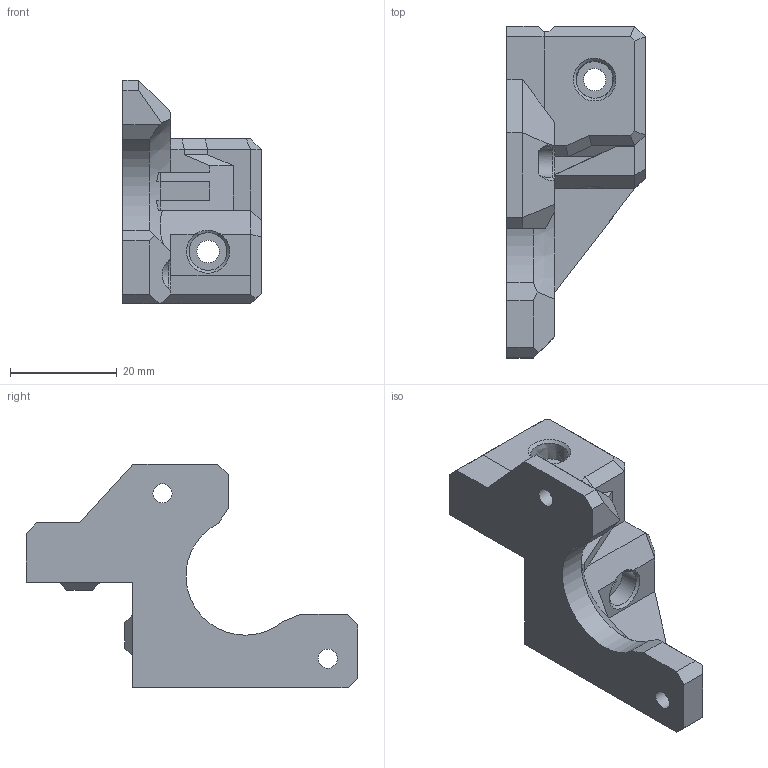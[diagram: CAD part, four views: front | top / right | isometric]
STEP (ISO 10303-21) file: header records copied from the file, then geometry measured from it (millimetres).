
FILE_DESCRIPTION(/* description */ (''),/* implementation_level */ '2;1');
FILE_NAME(/* name */ 'Y_MOTOR_HOLDER v1.step',/* time_stamp */ '2021-09-09T23:54:31+02:00',/* author */ (''),/* organization */ (''),/* preprocessor_version */ 'ST-DEVELOPER v18.1',/* originating_system */ 'Autodesk Translation Framework v10.10.0.1391',/* authorisation */ '');
FILE_SCHEMA (('AUTOMOTIVE_DESIGN { 1 0 10303 214 3 1 1 }'));
Length unit declared in the file: millimetre
Products named in the file (1): Y_MOTOR_HOLDER
Bounding box: 26 x 62.23 x 42 mm (x, y, z)
Volume: 16930.6 mm3; surface area: 6769.8 mm2
Topology: 1 solids, 1 shells, 129 faces, 357 edges, 235 vertices
Faces by surface type: plane 110, cylinder 8, bspline 7, cone 4
Full cylindrical faces by diameter (mm): 3.6 x2, 4.2 x2, 5.8 x1, 7.1 x1
Entity records: 4330 total; most frequent: CARTESIAN_POINT 1062, ORIENTED_EDGE 716, DIRECTION 595, EDGE_CURVE 358, LINE 283, VECTOR 283, VERTEX_POINT 235, AXIS2_PLACEMENT_3D 156
